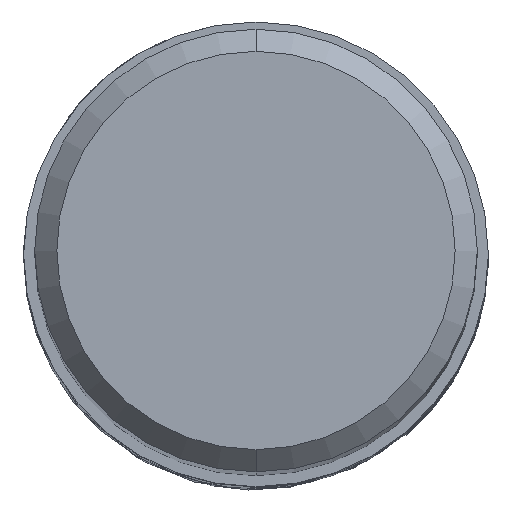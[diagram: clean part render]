
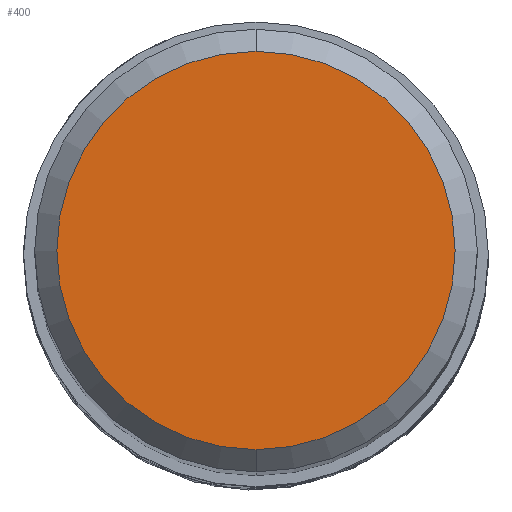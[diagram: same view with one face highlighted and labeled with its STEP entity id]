
A CAD part, top view. The second image highlights one B-rep face of the part: STEP entity #400.
In plain terms, the highlighted planar face has unit normal (0, 0, 1).
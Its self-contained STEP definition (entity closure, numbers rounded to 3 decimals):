
#400=ADVANCED_FACE('',(#942),#943,.T.);
#480=VERTEX_POINT('',#1029);
#500=EDGE_CURVE('',#480,#562,#1052,.T.);
#562=VERTEX_POINT('',#1120);
#630=EDGE_CURVE('',#562,#480,#1195,.T.);
#942=FACE_OUTER_BOUND('',#2154,.T.);
#943=PLANE('',#2155);
#1029=CARTESIAN_POINT('',(0.0,3.6,0.0));
#1052=CIRCLE('',#2519,3.6);
#1120=CARTESIAN_POINT('',(0.,-3.6,0.0));
#1195=CIRCLE('',#3944,3.6);
#2154=EDGE_LOOP('',(#5131,#5132));
#2155=AXIS2_PLACEMENT_3D('',#5133,#5134,#5135);
#2519=AXIS2_PLACEMENT_3D('',#5278,#5279,#5280);
#3944=AXIS2_PLACEMENT_3D('',#5416,#5417,#5418);
#5131=ORIENTED_EDGE('',*,*,#500,.F.);
#5132=ORIENTED_EDGE('',*,*,#630,.F.);
#5133=CARTESIAN_POINT('',(0.0,1.8,0.0));
#5134=DIRECTION('',(-0.0,0.0,1.0));
#5135=DIRECTION('',(0.0,-1.0,0.0));
#5278=CARTESIAN_POINT('',(0.0,0.0,0.0));
#5279=DIRECTION('',(0.0,0.0,-1.0));
#5280=DIRECTION('',(0.0,1.0,0.0));
#5416=CARTESIAN_POINT('',(0.0,0.0,0.0));
#5417=DIRECTION('',(0.0,0.0,-1.0));
#5418=DIRECTION('',(0.0,1.0,0.0));
